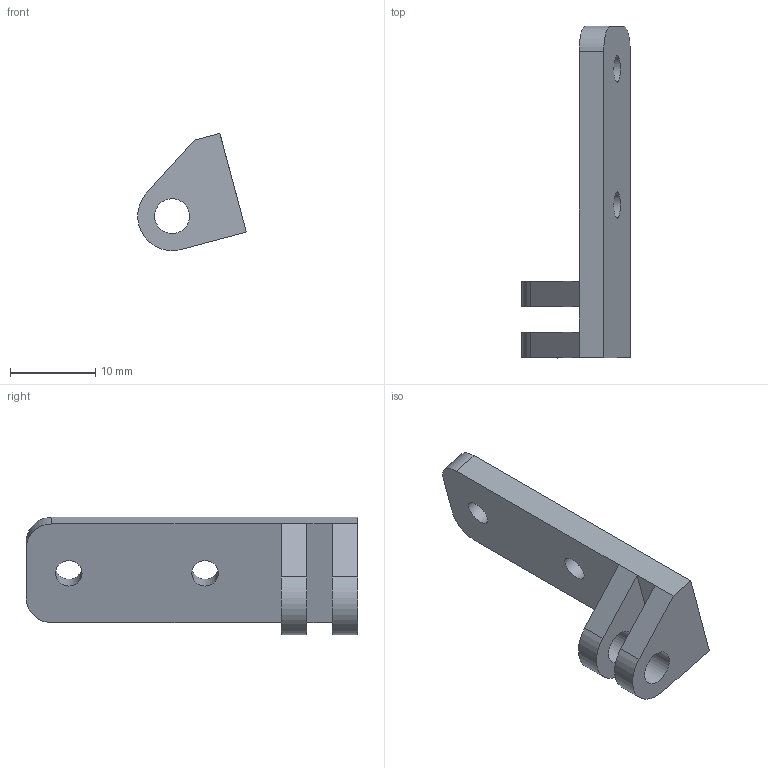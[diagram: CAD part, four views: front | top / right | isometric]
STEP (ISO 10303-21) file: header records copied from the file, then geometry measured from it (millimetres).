
FILE_DESCRIPTION(/* description */ (''),/* implementation_level */ '2;1');
FILE_NAME(/* name */ 'matrix mount.step',/* time_stamp */ '2026-01-18T16:26:58-06:00',/* author */ (''),/* organization */ (''),/* preprocessor_version */ 'ST-DEVELOPER v20.1',/* originating_system */ 'Autodesk Translation Framework v14.21.0.0',/* authorisation */ '');
FILE_SCHEMA (('AUTOMOTIVE_DESIGN { 1 0 10303 214 3 1 1 }'));
Length unit declared in the file: millimetre
Products named in the file (2): Sheetmetal Crosses; MatrixMount
Assembly tree (1 placements, depth 2):
  Sheetmetal Crosses
    MatrixMount
Bounding box: 12.74 x 39 x 13.79 mm (x, y, z)
Volume: 1734.2 mm3; surface area: 1660.8 mm2
Topology: 1 solids, 1 shells, 20 faces, 51 edges, 33 vertices
Faces by surface type: plane 12, cylinder 8
Full cylindrical faces by diameter (mm): 3.1 x2, 4.1 x2
Entity records: 683 total; most frequent: DIRECTION 113, CARTESIAN_POINT 107, ORIENTED_EDGE 102, EDGE_CURVE 51, AXIS2_PLACEMENT_3D 39, LINE 35, VECTOR 35, VERTEX_POINT 33
